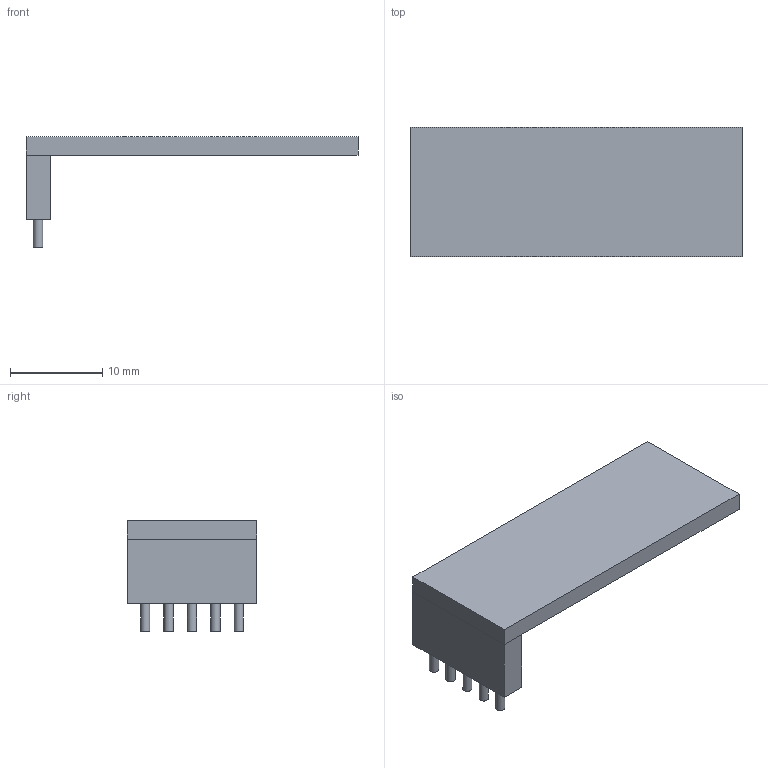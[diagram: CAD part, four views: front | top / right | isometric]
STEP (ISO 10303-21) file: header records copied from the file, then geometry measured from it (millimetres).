
FILE_DESCRIPTION(('FreeCAD Model'),'2;1');
FILE_NAME('Open CASCADE Shape Model','2022-11-26T18:50:32',(''),(''), 'Open CASCADE STEP processor 7.6','FreeCAD','Unknown');
FILE_SCHEMA(('AUTOMOTIVE_DESIGN { 1 0 10303 214 1 1 1 1 }'));
Length unit declared in the file: millimetre
Products named in the file (1): pins
Bounding box: 36 x 14 x 12 mm (x, y, z)
Volume: 1284.4 mm3; surface area: 1488.9 mm2
Topology: 1 solids, 1 shells, 21 faces, 38 edges, 24 vertices
Faces by surface type: plane 16, cylinder 5
Full cylindrical faces by diameter (mm): 1 x5
Entity records: 532 total; most frequent: DIRECTION 92, CARTESIAN_POINT 84, ORIENTED_EDGE 76, EDGE_CURVE 38, AXIS2_PLACEMENT_3D 32, LINE 28, VECTOR 28, FACE_BOUND 26
